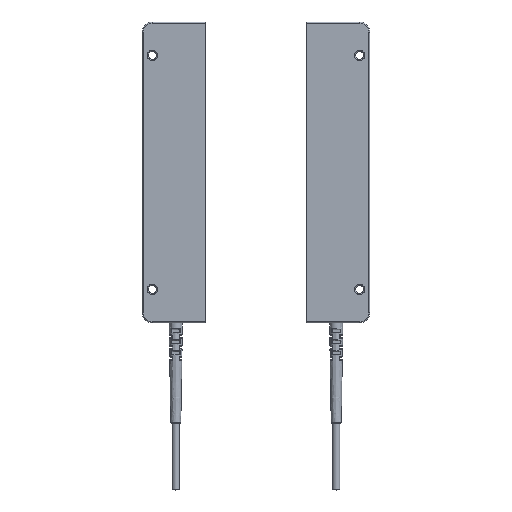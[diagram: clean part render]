
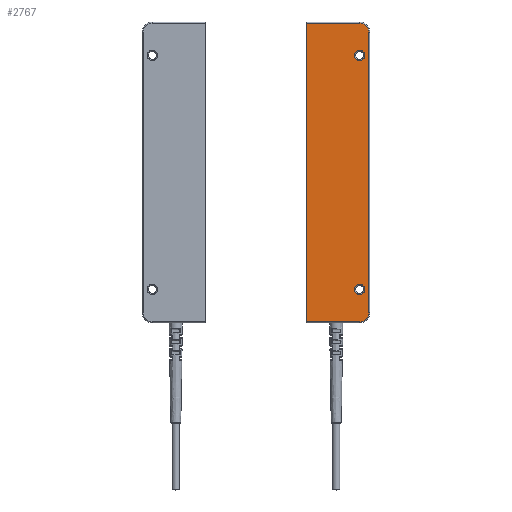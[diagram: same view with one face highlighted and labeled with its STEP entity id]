
A CAD part, top view. The second image highlights one B-rep face of the part: STEP entity #2767.
In plain terms, the highlighted face is planar.
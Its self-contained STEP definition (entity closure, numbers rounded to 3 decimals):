
#17=CARTESIAN_POINT('',(80.,3.,0.));
#18=DIRECTION('',(0.,0.,1.));
#19=DIRECTION('',(-1.,0.,0.));
#20=AXIS2_PLACEMENT_3D('',#17,#18,#19);
#22=CARTESIAN_POINT('',(80.,3.,0.));
#23=DIRECTION('',(0.,0.,1.));
#24=DIRECTION('',(1.,0.,0.));
#25=AXIS2_PLACEMENT_3D('',#22,#23,#24);
#27=CARTESIAN_POINT('',(10.,3.,0.));
#28=DIRECTION('',(0.,0.,1.));
#29=DIRECTION('',(-1.,0.,0.));
#30=AXIS2_PLACEMENT_3D('',#27,#28,#29);
#32=CARTESIAN_POINT('',(10.,3.,0.));
#33=DIRECTION('',(0.,0.,1.));
#34=DIRECTION('',(1.,0.,0.));
#35=AXIS2_PLACEMENT_3D('',#32,#33,#34);
#37=DIRECTION('',(0.,1.,0.));
#38=VECTOR('',#37,16.);
#39=CARTESIAN_POINT('',(0.3,3.,0.));
#40=LINE('',#39,#38);
#41=CARTESIAN_POINT('',(3.,3.,0.));
#42=DIRECTION('',(0.,0.,-1.));
#43=DIRECTION('',(0.,-1.,0.));
#44=AXIS2_PLACEMENT_3D('',#41,#42,#43);
#46=DIRECTION('',(-1.,0.,0.));
#47=VECTOR('',#46,84.);
#48=CARTESIAN_POINT('',(87.,0.3,0.));
#49=LINE('',#48,#47);
#50=CARTESIAN_POINT('',(87.,3.,0.));
#51=DIRECTION('',(0.,0.,-1.));
#52=DIRECTION('',(1.,0.,0.));
#53=AXIS2_PLACEMENT_3D('',#50,#51,#52);
#55=DIRECTION('',(0.,-1.,0.));
#56=VECTOR('',#55,16.);
#57=CARTESIAN_POINT('',(89.7,19.,0.));
#58=LINE('',#57,#56);
#59=DIRECTION('',(-1.,0.,0.));
#60=VECTOR('',#59,89.4);
#61=CARTESIAN_POINT('',(89.7,19.,0.));
#62=LINE('',#61,#60);
#2478=CARTESIAN_POINT('',(78.45,3.,0.));
#2479=CARTESIAN_POINT('',(81.55,3.,0.));
#2480=VERTEX_POINT('',#2478);
#2481=VERTEX_POINT('',#2479);
#2482=CARTESIAN_POINT('',(8.45,3.,0.));
#2483=CARTESIAN_POINT('',(11.55,3.,0.));
#2484=VERTEX_POINT('',#2482);
#2485=VERTEX_POINT('',#2483);
#2658=CARTESIAN_POINT('',(0.3,19.,0.));
#2660=VERTEX_POINT('',#2658);
#2664=CARTESIAN_POINT('',(0.3,3.,0.));
#2665=VERTEX_POINT('',#2664);
#2666=CARTESIAN_POINT('',(3.,0.3,0.));
#2667=VERTEX_POINT('',#2666);
#2670=CARTESIAN_POINT('',(87.,0.3,0.));
#2671=VERTEX_POINT('',#2670);
#2674=CARTESIAN_POINT('',(89.7,3.,0.));
#2675=VERTEX_POINT('',#2674);
#2679=CARTESIAN_POINT('',(89.7,19.,0.));
#2681=VERTEX_POINT('',#2679);
#2737=CARTESIAN_POINT('',(0.,0.,0.));
#2738=DIRECTION('',(0.,0.,1.));
#2739=DIRECTION('',(1.,0.,0.));
#2740=AXIS2_PLACEMENT_3D('',#2737,#2738,#2739);
#2741=PLANE('',#2740);
#2743=ORIENTED_EDGE('',*,*,#2742,.F.);
#2744=ORIENTED_EDGE('',*,*,#2727,.F.);
#2746=ORIENTED_EDGE('',*,*,#2745,.F.);
#2748=ORIENTED_EDGE('',*,*,#2747,.F.);
#2750=ORIENTED_EDGE('',*,*,#2749,.F.);
#2752=ORIENTED_EDGE('',*,*,#2751,.T.);
#2753=EDGE_LOOP('',(#2743,#2744,#2746,#2748,#2750,#2752));
#2754=FACE_OUTER_BOUND('',#2753,.F.);
#2756=ORIENTED_EDGE('',*,*,#2755,.F.);
#2758=ORIENTED_EDGE('',*,*,#2757,.F.);
#2759=EDGE_LOOP('',(#2756,#2758));
#2760=FACE_BOUND('',#2759,.F.);
#2762=ORIENTED_EDGE('',*,*,#2761,.F.);
#2764=ORIENTED_EDGE('',*,*,#2763,.F.);
#2765=EDGE_LOOP('',(#2762,#2764));
#2766=FACE_BOUND('',#2765,.F.);
#2767=ADVANCED_FACE('',(#2754,#2760,#2766),#2741,.F.);
#21=CIRCLE('',#20,1.55);
#26=CIRCLE('',#25,1.55);
#31=CIRCLE('',#30,1.55);
#36=CIRCLE('',#35,1.55);
#45=CIRCLE('',#44,2.7);
#54=CIRCLE('',#53,2.7);
#2727=EDGE_CURVE('',#2667,#2665,#45,.T.);
#2742=EDGE_CURVE('',#2665,#2660,#40,.T.);
#2745=EDGE_CURVE('',#2671,#2667,#49,.T.);
#2747=EDGE_CURVE('',#2675,#2671,#54,.T.);
#2749=EDGE_CURVE('',#2681,#2675,#58,.T.);
#2751=EDGE_CURVE('',#2681,#2660,#62,.T.);
#2755=EDGE_CURVE('',#2484,#2485,#31,.T.);
#2757=EDGE_CURVE('',#2485,#2484,#36,.T.);
#2761=EDGE_CURVE('',#2480,#2481,#21,.T.);
#2763=EDGE_CURVE('',#2481,#2480,#26,.T.);
